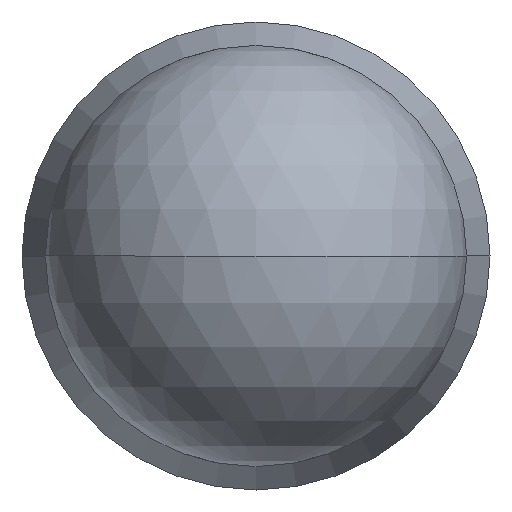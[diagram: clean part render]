
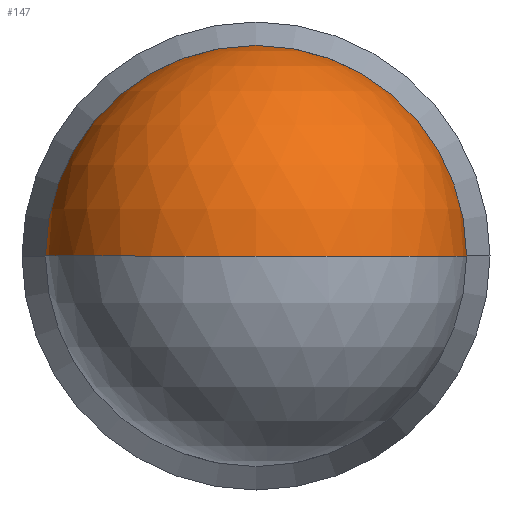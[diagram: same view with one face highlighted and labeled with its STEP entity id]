
A CAD part, front view. The second image highlights one B-rep face of the part: STEP entity #147.
In plain terms, the highlighted spherical face has radius 3.571 mm.
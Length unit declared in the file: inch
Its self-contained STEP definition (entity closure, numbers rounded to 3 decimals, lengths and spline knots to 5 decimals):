
#4 = VERTEX_POINT ( 'NONE', #329 ) ;
#16 = CARTESIAN_POINT ( 'NONE',  ( 0., 0.1406, 0. ) ) ;
#22 = CARTESIAN_POINT ( 'NONE',  ( -0.1406, 0.1406, 0. ) ) ;
#30 = EDGE_CURVE ( 'NONE', #256, #320, #81, .T. ) ;
#31 = ORIENTED_EDGE ( 'NONE', *, *, #30, .T. ) ;
#61 = ORIENTED_EDGE ( 'NONE', *, *, #330, .T. ) ;
#71 = DIRECTION ( 'NONE',  ( 0., 0., -1. ) ) ;
#75 = CARTESIAN_POINT ( 'NONE',  ( 0., 0.1406, 0. ) ) ;
#80 = CARTESIAN_POINT ( 'NONE',  ( 0., 0., 0. ) ) ;
#81 = CIRCLE ( 'NONE', #167, 0.1406 ) ;
#86 = CIRCLE ( 'NONE', #285, 0.1406 ) ;
#106 = CARTESIAN_POINT ( 'NONE',  ( 0., 0.1406, 0. ) ) ;
#108 = FACE_OUTER_BOUND ( 'NONE', #317, .T. ) ;
#137 = CIRCLE ( 'NONE', #270, 0.1406 ) ;
#139 = DIRECTION ( 'NONE',  ( 0., 0., -1. ) ) ;
#144 = CARTESIAN_POINT ( 'NONE',  ( 0., 0.1406, 0. ) ) ;
#147 = ADVANCED_FACE ( 'NONE', ( #108 ), #372, .T. ) ;
#162 = AXIS2_PLACEMENT_3D ( 'NONE', #16, #139, #273 ) ;
#167 = AXIS2_PLACEMENT_3D ( 'NONE', #327, #289, #258 ) ;
#182 = DIRECTION ( 'NONE',  ( 1., 0., 0. ) ) ;
#201 = DIRECTION ( 'NONE',  ( 0., 0., 1. ) ) ;
#206 = DIRECTION ( 'NONE',  ( 0., 0., -1. ) ) ;
#253 = EDGE_CURVE ( 'NONE', #310, #320, #290, .T. ) ;
#256 = VERTEX_POINT ( 'NONE', #22 ) ;
#258 = DIRECTION ( 'NONE',  ( 1., 0., 0. ) ) ;
#270 = AXIS2_PLACEMENT_3D ( 'NONE', #144, #307, #206 ) ;
#273 = DIRECTION ( 'NONE',  ( -1., 0., 0. ) ) ;
#274 = DIRECTION ( 'NONE',  ( 0., -1., 0. ) ) ;
#277 = AXIS2_PLACEMENT_3D ( 'NONE', #75, #201, #182 ) ;
#285 = AXIS2_PLACEMENT_3D ( 'NONE', #106, #274, #71 ) ;
#287 = ORIENTED_EDGE ( 'NONE', *, *, #411, .T. ) ;
#289 = DIRECTION ( 'NONE',  ( 0., 0., 1. ) ) ;
#290 = CIRCLE ( 'NONE', #162, 0.1406 ) ;
#307 = DIRECTION ( 'NONE',  ( 0., -1., 0. ) ) ;
#310 = VERTEX_POINT ( 'NONE', #413 ) ;
#317 = EDGE_LOOP ( 'NONE', ( #287, #31, #349, #61 ) ) ;
#320 = VERTEX_POINT ( 'NONE', #80 ) ;
#327 = CARTESIAN_POINT ( 'NONE',  ( 0., 0.1406, 0. ) ) ;
#329 = CARTESIAN_POINT ( 'NONE',  ( 0., 0.1406, 0.1406 ) ) ;
#330 = EDGE_CURVE ( 'NONE', #310, #4, #137, .T. ) ;
#349 = ORIENTED_EDGE ( 'NONE', *, *, #253, .F. ) ;
#372 = SPHERICAL_SURFACE ( 'NONE', #277, 0.1406 ) ;
#411 = EDGE_CURVE ( 'NONE', #4, #256, #86, .T. ) ;
#413 = CARTESIAN_POINT ( 'NONE',  ( 0.1406, 0.1406, 0. ) ) ;
